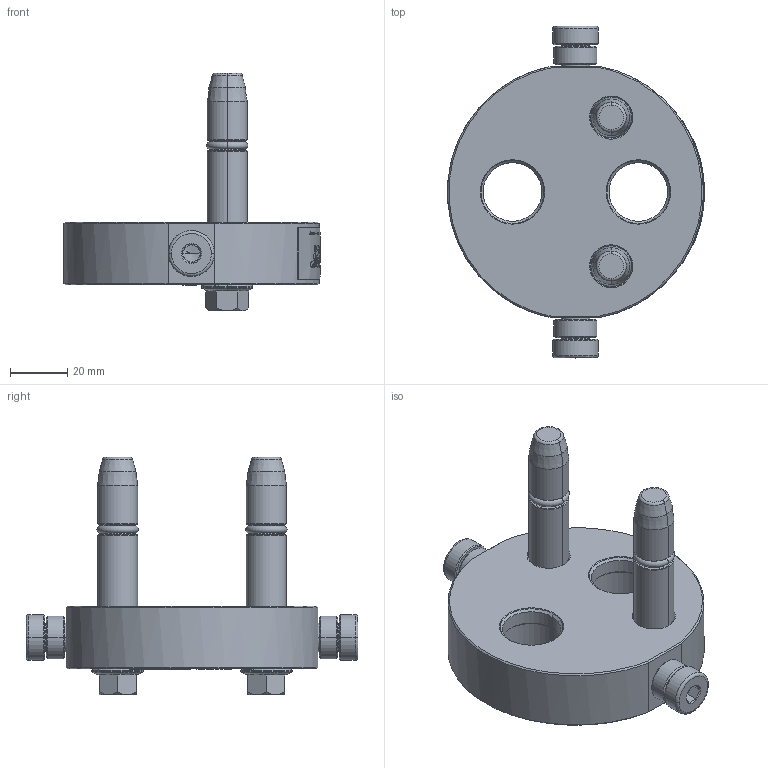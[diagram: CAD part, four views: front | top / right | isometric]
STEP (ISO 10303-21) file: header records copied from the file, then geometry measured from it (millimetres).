
FILE_DESCRIPTION (( 'STEP AP214' ), '1' );
FILE_NAME ('FASTER.step', '2022-11-21T08:00:33', ( '' ), ( '' ), 'SwSTEP 2.0', 'SolidWorks 2017', '' );
FILE_SCHEMA (( 'AUTOMOTIVE_DESIGN' ));
Length unit declared in the file: millimetre
Products named in the file (9): P206_M_BASE; 4830_021_0000_000; et002_tonda; 4830_013_3000_020; FASTER; 1540_080_0008_000; 4820_010_0000_000; 4830_028_1000_002; or2_62x9_19_m
Assembly tree (13 placements, depth 3):
  FASTER
    P206_M_BASE
      4820_010_0000_000
      4830_021_0000_000  x2
      1540_080_0008_000  x2
      4830_013_3000_020  x2
      4830_028_1000_002  x2
      or2_62x9_19_m  x2
    et002_tonda
Bounding box: 89.72 x 116 x 83 mm (x, y, z)
Volume: 1875.4 mm3; surface area: 42677.2 mm2
Topology: 5 solids, 22 shells, 1192 faces, 3088 edges, 1996 vertices
Faces by surface type: plane 516, bspline 263, cylinder 203, cone 154, torus 56
Entity records: 37927 total; most frequent: CARTESIAN_POINT 13643, ORIENTED_EDGE 5394, DIRECTION 3867, EDGE_CURVE 2712, VERTEX_POINT 1772, VECTOR 1591, LINE 1591, AXIS2_PLACEMENT_3D 1138
